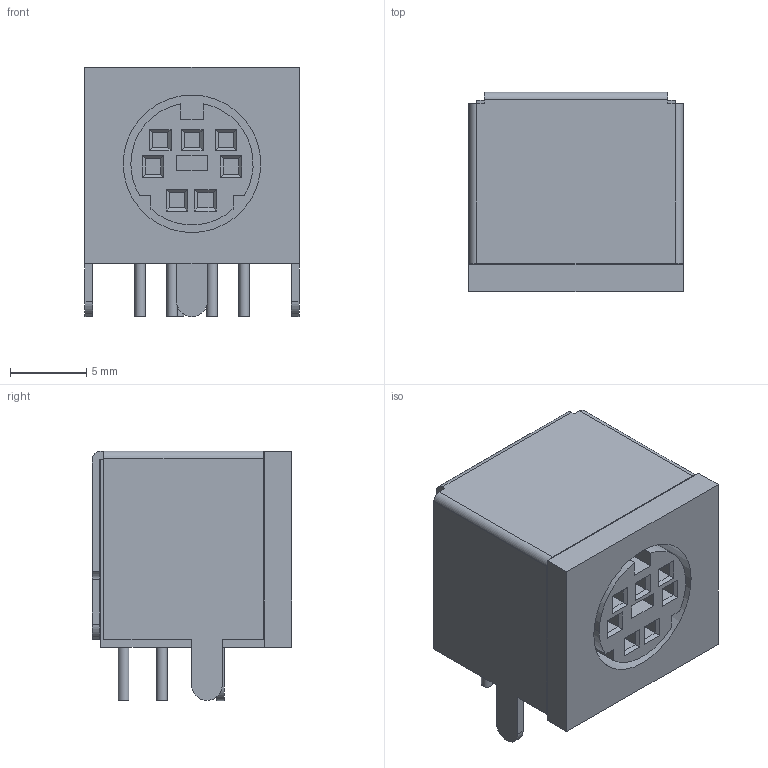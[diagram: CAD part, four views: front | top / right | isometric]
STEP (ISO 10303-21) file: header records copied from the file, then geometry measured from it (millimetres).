
FILE_DESCRIPTION(('HOOPS Exchange Step'),'2;1');
FILE_NAME('export-DFE7B1CA-B8E5-4554-9711-A3C3109DD2E5.stp','2025-02-06T10:01:36+01:00',('runds'),('Alibre'),'HOOPS Exchange 2024.5','Alibre','Unknown authorisation');
FILE_SCHEMA( ('AP242_MANAGED_MODEL_BASED_3D_ENGINEERING_MIM_LF {1 0 10303 442 1 1 4 }') );
Length unit declared in the file: millimetre
Products named in the file (1): Conn_Mini_DIN_round_7_canned
Bounding box: 14 x 13.05 x 16.31 mm (x, y, z)
Volume: 2190.2 mm3; surface area: 1874.2 mm2
Topology: 1 solids, 1 shells, 150 faces, 372 edges, 242 vertices
Faces by surface type: plane 128, cylinder 22
Full cylindrical faces by diameter (mm): 0.7 x7, 9 x1
Entity records: 4539 total; most frequent: CARTESIAN_POINT 766, ORIENTED_EDGE 744, DIRECTION 736, EDGE_CURVE 372, VECTOR 312, LINE 312, VERTEX_POINT 242, AXIS2_PLACEMENT_3D 212
